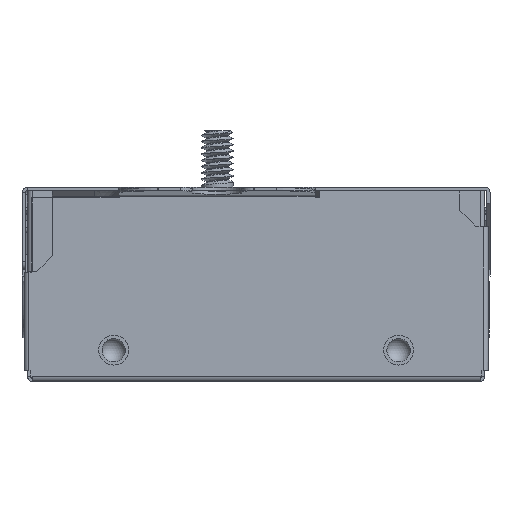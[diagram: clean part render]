
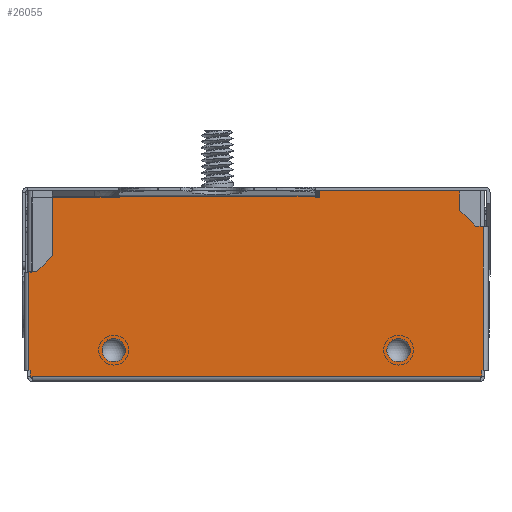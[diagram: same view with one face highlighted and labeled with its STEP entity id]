
A CAD part, left-side view. The second image highlights one B-rep face of the part: STEP entity #26055.
In plain terms, the highlighted planar face has unit normal (-1, 0, 0).
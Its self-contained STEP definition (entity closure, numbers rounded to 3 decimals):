
#915=FACE_BOUND('',#2833,.T.);
#916=FACE_BOUND('',#2834,.T.);
#1339=FACE_OUTER_BOUND('',#2832,.T.);
#2832=EDGE_LOOP('',(#17334,#17335,#17336,#17337,#17338,#17339,#17340,#17341,
#17342,#17343,#17344,#17345,#17346,#17347,#17348,#17349,#17350,#17351,#17352,
#17353,#17354,#17355,#17356,#17357));
#2833=EDGE_LOOP('',(#17358));
#2834=EDGE_LOOP('',(#17359));
#4474=CIRCLE('',#27611,1.5);
#4475=CIRCLE('',#27612,1.5);
#5000=LINE('',#36631,#7952);
#5001=LINE('',#36633,#7953);
#5002=LINE('',#36635,#7954);
#5003=LINE('',#36637,#7955);
#5004=LINE('',#36639,#7956);
#5005=LINE('',#36641,#7957);
#5006=LINE('',#36643,#7958);
#5007=LINE('',#36645,#7959);
#5008=LINE('',#36647,#7960);
#5009=LINE('',#36649,#7961);
#5010=LINE('',#36651,#7962);
#5011=LINE('',#36653,#7963);
#5012=LINE('',#36655,#7964);
#5013=LINE('',#36657,#7965);
#5014=LINE('',#36659,#7966);
#5015=LINE('',#36661,#7967);
#5016=LINE('',#36663,#7968);
#5017=LINE('',#36665,#7969);
#5018=LINE('',#36667,#7970);
#5019=LINE('',#36669,#7971);
#5020=LINE('',#36671,#7972);
#5021=LINE('',#36673,#7973);
#5022=LINE('',#36675,#7974);
#5023=LINE('',#36676,#7975);
#7952=VECTOR('',#29660,10.);
#7953=VECTOR('',#29661,10.);
#7954=VECTOR('',#29662,10.);
#7955=VECTOR('',#29663,10.);
#7956=VECTOR('',#29664,10.);
#7957=VECTOR('',#29665,10.);
#7958=VECTOR('',#29666,10.);
#7959=VECTOR('',#29667,10.);
#7960=VECTOR('',#29668,10.);
#7961=VECTOR('',#29669,10.);
#7962=VECTOR('',#29670,10.);
#7963=VECTOR('',#29671,10.);
#7964=VECTOR('',#29672,10.);
#7965=VECTOR('',#29673,10.);
#7966=VECTOR('',#29674,10.);
#7967=VECTOR('',#29675,10.);
#7968=VECTOR('',#29676,10.);
#7969=VECTOR('',#29677,10.);
#7970=VECTOR('',#29678,10.);
#7971=VECTOR('',#29679,10.);
#7972=VECTOR('',#29680,10.);
#7973=VECTOR('',#29681,10.);
#7974=VECTOR('',#29682,10.);
#7975=VECTOR('',#29683,10.);
#10906=VERTEX_POINT('',#36629);
#10907=VERTEX_POINT('',#36630);
#10908=VERTEX_POINT('',#36632);
#10909=VERTEX_POINT('',#36634);
#10910=VERTEX_POINT('',#36636);
#10911=VERTEX_POINT('',#36638);
#10912=VERTEX_POINT('',#36640);
#10913=VERTEX_POINT('',#36642);
#10914=VERTEX_POINT('',#36644);
#10915=VERTEX_POINT('',#36646);
#10916=VERTEX_POINT('',#36648);
#10917=VERTEX_POINT('',#36650);
#10918=VERTEX_POINT('',#36652);
#10919=VERTEX_POINT('',#36654);
#10920=VERTEX_POINT('',#36656);
#10921=VERTEX_POINT('',#36658);
#10922=VERTEX_POINT('',#36660);
#10923=VERTEX_POINT('',#36662);
#10924=VERTEX_POINT('',#36664);
#10925=VERTEX_POINT('',#36666);
#10926=VERTEX_POINT('',#36668);
#10927=VERTEX_POINT('',#36670);
#10928=VERTEX_POINT('',#36672);
#10929=VERTEX_POINT('',#36674);
#10930=VERTEX_POINT('',#36677);
#10931=VERTEX_POINT('',#36679);
#13432=EDGE_CURVE('',#10906,#10907,#5000,.T.);
#13433=EDGE_CURVE('',#10907,#10908,#5001,.T.);
#13434=EDGE_CURVE('',#10908,#10909,#5002,.T.);
#13435=EDGE_CURVE('',#10909,#10910,#5003,.T.);
#13436=EDGE_CURVE('',#10910,#10911,#5004,.T.);
#13437=EDGE_CURVE('',#10911,#10912,#5005,.T.);
#13438=EDGE_CURVE('',#10912,#10913,#5006,.T.);
#13439=EDGE_CURVE('',#10913,#10914,#5007,.T.);
#13440=EDGE_CURVE('',#10914,#10915,#5008,.T.);
#13441=EDGE_CURVE('',#10915,#10916,#5009,.T.);
#13442=EDGE_CURVE('',#10916,#10917,#5010,.T.);
#13443=EDGE_CURVE('',#10918,#10917,#5011,.T.);
#13444=EDGE_CURVE('',#10918,#10919,#5012,.T.);
#13445=EDGE_CURVE('',#10919,#10920,#5013,.T.);
#13446=EDGE_CURVE('',#10920,#10921,#5014,.T.);
#13447=EDGE_CURVE('',#10921,#10922,#5015,.T.);
#13448=EDGE_CURVE('',#10922,#10923,#5016,.T.);
#13449=EDGE_CURVE('',#10923,#10924,#5017,.T.);
#13450=EDGE_CURVE('',#10925,#10924,#5018,.T.);
#13451=EDGE_CURVE('',#10925,#10926,#5019,.T.);
#13452=EDGE_CURVE('',#10926,#10927,#5020,.T.);
#13453=EDGE_CURVE('',#10927,#10928,#5021,.T.);
#13454=EDGE_CURVE('',#10928,#10929,#5022,.T.);
#13455=EDGE_CURVE('',#10929,#10906,#5023,.T.);
#13456=EDGE_CURVE('',#10930,#10930,#4474,.T.);
#13457=EDGE_CURVE('',#10931,#10931,#4475,.T.);
#17334=ORIENTED_EDGE('',*,*,#13432,.T.);
#17335=ORIENTED_EDGE('',*,*,#13433,.T.);
#17336=ORIENTED_EDGE('',*,*,#13434,.T.);
#17337=ORIENTED_EDGE('',*,*,#13435,.T.);
#17338=ORIENTED_EDGE('',*,*,#13436,.T.);
#17339=ORIENTED_EDGE('',*,*,#13437,.T.);
#17340=ORIENTED_EDGE('',*,*,#13438,.T.);
#17341=ORIENTED_EDGE('',*,*,#13439,.T.);
#17342=ORIENTED_EDGE('',*,*,#13440,.T.);
#17343=ORIENTED_EDGE('',*,*,#13441,.T.);
#17344=ORIENTED_EDGE('',*,*,#13442,.T.);
#17345=ORIENTED_EDGE('',*,*,#13443,.F.);
#17346=ORIENTED_EDGE('',*,*,#13444,.T.);
#17347=ORIENTED_EDGE('',*,*,#13445,.T.);
#17348=ORIENTED_EDGE('',*,*,#13446,.T.);
#17349=ORIENTED_EDGE('',*,*,#13447,.T.);
#17350=ORIENTED_EDGE('',*,*,#13448,.T.);
#17351=ORIENTED_EDGE('',*,*,#13449,.T.);
#17352=ORIENTED_EDGE('',*,*,#13450,.F.);
#17353=ORIENTED_EDGE('',*,*,#13451,.T.);
#17354=ORIENTED_EDGE('',*,*,#13452,.T.);
#17355=ORIENTED_EDGE('',*,*,#13453,.T.);
#17356=ORIENTED_EDGE('',*,*,#13454,.T.);
#17357=ORIENTED_EDGE('',*,*,#13455,.T.);
#17358=ORIENTED_EDGE('',*,*,#13456,.T.);
#17359=ORIENTED_EDGE('',*,*,#13457,.T.);
#25074=PLANE('',#27610);
#26055=ADVANCED_FACE('',(#1339,#915,#916),#25074,.F.);
#27610=AXIS2_PLACEMENT_3D('',#36628,#29658,#29659);
#27611=AXIS2_PLACEMENT_3D('',#36678,#29684,#29685);
#27612=AXIS2_PLACEMENT_3D('',#36680,#29686,#29687);
#29658=DIRECTION('center_axis',(1.,0.,0.));
#29659=DIRECTION('ref_axis',(0.,0.,-1.));
#29660=DIRECTION('',(0.,1.,0.));
#29661=DIRECTION('',(0.,0.,-1.));
#29662=DIRECTION('',(0.,1.,0.));
#29663=DIRECTION('',(0.,0.,-1.));
#29664=DIRECTION('',(0.,-1.,0.));
#29665=DIRECTION('',(0.,0.,-1.));
#29666=DIRECTION('',(0.,-1.,0.));
#29667=DIRECTION('',(0.,0.,-1.));
#29668=DIRECTION('',(0.,-1.,0.));
#29669=DIRECTION('',(0.,-1.,0.));
#29670=DIRECTION('',(0.,-1.,0.));
#29671=DIRECTION('',(0.,0.,-1.));
#29672=DIRECTION('',(0.,-1.,0.));
#29673=DIRECTION('',(0.,0.,1.));
#29674=DIRECTION('',(0.,-1.,0.));
#29675=DIRECTION('',(0.,0.,1.));
#29676=DIRECTION('',(0.,1.,0.));
#29677=DIRECTION('',(0.,0.,1.));
#29678=DIRECTION('',(0.,-1.,0.));
#29679=DIRECTION('',(0.,0.,-1.));
#29680=DIRECTION('',(0.,1.,0.));
#29681=DIRECTION('',(0.,0.,1.));
#29682=DIRECTION('',(0.,1.,0.));
#29683=DIRECTION('',(0.,0.,-1.));
#29684=DIRECTION('center_axis',(1.,0.,0.));
#29685=DIRECTION('ref_axis',(0.,0.,
1.));
#29686=DIRECTION('center_axis',(1.,0.,0.));
#29687=DIRECTION('ref_axis',(0.,0.,
1.));
#36628=CARTESIAN_POINT('Origin',(-53.075,0.,
12.203));
#36629=CARTESIAN_POINT('',(-53.075,17.55,23.59));
#36630=CARTESIAN_POINT('',(-53.075,28.8,23.59));
#36631=CARTESIAN_POINT('',(-53.075,8.963,23.59));
#36632=CARTESIAN_POINT('',(-53.075,28.8,13.99));
#36633=CARTESIAN_POINT('',(-53.075,28.8,15.996));
#36634=CARTESIAN_POINT('',(-53.075,29.12,13.99));
#36635=CARTESIAN_POINT('',(-53.075,14.46,13.99));
#36636=CARTESIAN_POINT('',(-53.075,29.12,1.4));
#36637=CARTESIAN_POINT('',(-53.075,29.12,13.096));
#36638=CARTESIAN_POINT('',(-53.075,28.92,1.4));
#36639=CARTESIAN_POINT('',(-53.075,14.66,1.4));
#36640=CARTESIAN_POINT('',(-53.075,28.92,0.8));
#36641=CARTESIAN_POINT('',(-53.075,28.92,6.801));
#36642=CARTESIAN_POINT('',(-53.075,28.9,0.8));
#36643=CARTESIAN_POINT('',(-53.075,14.89,0.8));
#36644=CARTESIAN_POINT('',(-53.075,28.9,0.6));
#36645=CARTESIAN_POINT('',(-53.075,28.9,6.501));
#36646=CARTESIAN_POINT('',(-53.075,28.7,0.6));
#36647=CARTESIAN_POINT('',(-53.075,0.,0.6));
#36648=CARTESIAN_POINT('',(-53.075,-28.7,0.6));
#36649=CARTESIAN_POINT('',(-53.075,0.,0.6));
#36650=CARTESIAN_POINT('',(-53.075,-28.9,0.6));
#36651=CARTESIAN_POINT('',(-53.075,0.,0.6));
#36652=CARTESIAN_POINT('',(-53.075,-28.9,0.8));
#36653=CARTESIAN_POINT('',(-53.075,-28.9,0.009));
#36654=CARTESIAN_POINT('',(-53.075,-28.92,0.8));
#36655=CARTESIAN_POINT('',(-53.075,-14.45,0.8));
#36656=CARTESIAN_POINT('',(-53.075,-28.92,1.4));
#36657=CARTESIAN_POINT('',(-53.075,-28.92,6.501));
#36658=CARTESIAN_POINT('',(-53.075,-29.12,1.4));
#36659=CARTESIAN_POINT('',(-53.075,-14.46,1.4));
#36660=CARTESIAN_POINT('',(-53.075,-29.12,19.79));
#36661=CARTESIAN_POINT('',(-53.075,-29.12,6.501));
#36662=CARTESIAN_POINT('',(-53.075,-28.8,19.79));
#36663=CARTESIAN_POINT('',(-53.075,-14.66,19.79));
#36664=CARTESIAN_POINT('',(-53.075,-28.8,24.39));
#36665=CARTESIAN_POINT('',(-53.075,-28.8,15.996));
#36666=CARTESIAN_POINT('',(-53.075,-8.15,24.39));
#36667=CARTESIAN_POINT('',(-53.075,29.32,24.39));
#36668=CARTESIAN_POINT('',(-53.075,-8.15,23.59));
#36669=CARTESIAN_POINT('',(-53.075,-8.15,18.296));
#36670=CARTESIAN_POINT('',(-53.075,-7.55,23.59));
#36671=CARTESIAN_POINT('',(-53.075,-4.075,23.59));
#36672=CARTESIAN_POINT('',(-53.075,-7.55,23.68));
#36673=CARTESIAN_POINT('',(-53.075,-7.55,17.896));
#36674=CARTESIAN_POINT('',(-53.075,17.55,23.68));
#36675=CARTESIAN_POINT('',(-53.075,8.775,23.68));
#36676=CARTESIAN_POINT('',(-53.075,17.55,18.296));
#36677=CARTESIAN_POINT('',(-53.075,-18.25,2.5));
#36678=CARTESIAN_POINT('Origin',(-53.075,-18.25,4.));
#36679=CARTESIAN_POINT('',(-53.075,18.25,2.5));
#36680=CARTESIAN_POINT('Origin',(-53.075,18.25,4.));
